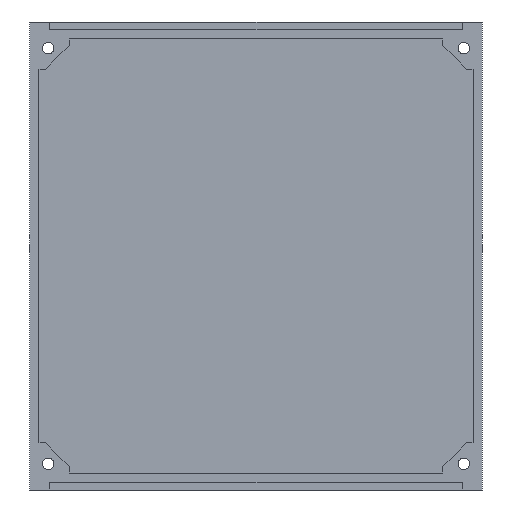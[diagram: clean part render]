
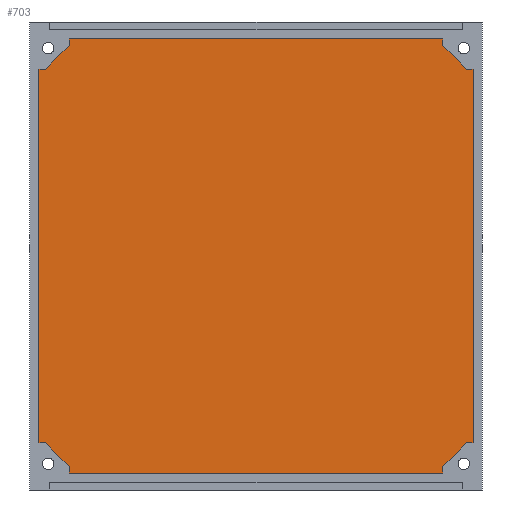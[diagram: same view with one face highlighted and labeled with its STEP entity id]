
A CAD part, front view. The second image highlights one B-rep face of the part: STEP entity #703.
In plain terms, the highlighted planar face has unit normal (0, -1, 0).
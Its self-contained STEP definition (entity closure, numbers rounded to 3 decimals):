
#65=FACE_OUTER_BOUND('',#105,.T.);
#105=EDGE_LOOP('',(#595,#596,#597,#598,#599,#600,#601,#602,#603,#604,#605,
#606,#607,#608,#609,#610));
#164=LINE('',#1048,#252);
#166=LINE('',#1052,#254);
#168=LINE('',#1056,#256);
#170=LINE('',#1060,#258);
#172=LINE('',#1064,#260);
#174=LINE('',#1068,#262);
#176=LINE('',#1072,#264);
#178=LINE('',#1076,#266);
#180=LINE('',#1080,#268);
#182=LINE('',#1084,#270);
#184=LINE('',#1088,#272);
#186=LINE('',#1092,#274);
#188=LINE('',#1096,#276);
#190=LINE('',#1100,#278);
#192=LINE('',#1104,#280);
#194=LINE('',#1107,#282);
#252=VECTOR('',#849,10.);
#254=VECTOR('',#853,10.);
#256=VECTOR('',#857,10.);
#258=VECTOR('',#861,10.);
#260=VECTOR('',#865,10.);
#262=VECTOR('',#869,10.);
#264=VECTOR('',#873,10.);
#266=VECTOR('',#877,10.);
#268=VECTOR('',#881,10.);
#270=VECTOR('',#885,10.);
#272=VECTOR('',#889,10.);
#274=VECTOR('',#893,10.);
#276=VECTOR('',#897,10.);
#278=VECTOR('',#901,10.);
#280=VECTOR('',#905,10.);
#282=VECTOR('',#909,10.);
#335=VERTEX_POINT('',#1045);
#336=VERTEX_POINT('',#1047);
#337=VERTEX_POINT('',#1051);
#338=VERTEX_POINT('',#1055);
#339=VERTEX_POINT('',#1059);
#340=VERTEX_POINT('',#1063);
#341=VERTEX_POINT('',#1067);
#342=VERTEX_POINT('',#1071);
#343=VERTEX_POINT('',#1075);
#344=VERTEX_POINT('',#1079);
#345=VERTEX_POINT('',#1083);
#346=VERTEX_POINT('',#1087);
#347=VERTEX_POINT('',#1091);
#348=VERTEX_POINT('',#1095);
#349=VERTEX_POINT('',#1099);
#350=VERTEX_POINT('',#1103);
#412=EDGE_CURVE('',#336,#335,#164,.T.);
#414=EDGE_CURVE('',#337,#336,#166,.T.);
#416=EDGE_CURVE('',#338,#337,#168,.T.);
#418=EDGE_CURVE('',#339,#338,#170,.T.);
#420=EDGE_CURVE('',#340,#339,#172,.T.);
#422=EDGE_CURVE('',#341,#340,#174,.T.);
#424=EDGE_CURVE('',#342,#341,#176,.T.);
#426=EDGE_CURVE('',#343,#342,#178,.T.);
#428=EDGE_CURVE('',#344,#343,#180,.T.);
#430=EDGE_CURVE('',#345,#344,#182,.T.);
#432=EDGE_CURVE('',#346,#345,#184,.T.);
#434=EDGE_CURVE('',#347,#346,#186,.T.);
#436=EDGE_CURVE('',#348,#347,#188,.T.);
#438=EDGE_CURVE('',#349,#348,#190,.T.);
#440=EDGE_CURVE('',#350,#349,#192,.T.);
#442=EDGE_CURVE('',#335,#350,#194,.T.);
#595=ORIENTED_EDGE('',*,*,#442,.T.);
#596=ORIENTED_EDGE('',*,*,#440,.T.);
#597=ORIENTED_EDGE('',*,*,#438,.T.);
#598=ORIENTED_EDGE('',*,*,#436,.T.);
#599=ORIENTED_EDGE('',*,*,#434,.T.);
#600=ORIENTED_EDGE('',*,*,#432,.T.);
#601=ORIENTED_EDGE('',*,*,#430,.T.);
#602=ORIENTED_EDGE('',*,*,#428,.T.);
#603=ORIENTED_EDGE('',*,*,#426,.T.);
#604=ORIENTED_EDGE('',*,*,#424,.T.);
#605=ORIENTED_EDGE('',*,*,#422,.T.);
#606=ORIENTED_EDGE('',*,*,#420,.T.);
#607=ORIENTED_EDGE('',*,*,#418,.T.);
#608=ORIENTED_EDGE('',*,*,#416,.T.);
#609=ORIENTED_EDGE('',*,*,#414,.T.);
#610=ORIENTED_EDGE('',*,*,#412,.T.);
#668=PLANE('',#748);
#703=ADVANCED_FACE('',(#65),#668,.T.);
#748=AXIS2_PLACEMENT_3D('',#1108,#910,#911);
#849=DIRECTION('',(1.,0.,0.));
#853=DIRECTION('',(0.,0.,-1.));
#857=DIRECTION('',(-1.,0.,0.));
#861=DIRECTION('',(-0.707,0.,-0.707));
#865=DIRECTION('',(0.,0.,-1.));
#869=DIRECTION('',(-1.,0.,0.));
#873=DIRECTION('',(0.,0.,1.));
#877=DIRECTION('',(-0.707,0.,0.707));
#881=DIRECTION('',(-1.,0.,0.));
#885=DIRECTION('',(0.,0.,1.));
#889=DIRECTION('',(1.,0.,0.));
#893=DIRECTION('',(0.707,0.,0.707));
#897=DIRECTION('',(0.,0.,1.));
#901=DIRECTION('',(1.,0.,0.));
#905=DIRECTION('',(0.,0.,-1.));
#909=DIRECTION('',(0.707,0.,-0.707));
#910=DIRECTION('center_axis',(0.,-1.,0.));
#911=DIRECTION('ref_axis',(0.,0.,-1.));
#1045=CARTESIAN_POINT('',(4.207,88.5,-109.5));
#1047=CARTESIAN_POINT('',(2.5,88.5,-109.5));
#1048=CARTESIAN_POINT('',(2.5,88.5,-109.5));
#1051=CARTESIAN_POINT('',(2.5,88.5,-10.5));
#1052=CARTESIAN_POINT('',(2.5,88.5,-10.5));
#1055=CARTESIAN_POINT('',(4.207,88.5,-10.5));
#1056=CARTESIAN_POINT('',(4.207,88.5,-10.5));
#1059=CARTESIAN_POINT('',(10.5,88.5,-4.207));
#1060=CARTESIAN_POINT('',(10.5,88.5,-4.207));
#1063=CARTESIAN_POINT('',(10.5,88.5,-2.5));
#1064=CARTESIAN_POINT('',(10.5,88.5,-2.5));
#1067=CARTESIAN_POINT('',(109.5,88.5,-2.5));
#1068=CARTESIAN_POINT('',(109.5,88.5,-2.5));
#1071=CARTESIAN_POINT('',(109.5,88.5,-4.207));
#1072=CARTESIAN_POINT('',(109.5,88.5,-4.207));
#1075=CARTESIAN_POINT('',(115.793,88.5,-10.5));
#1076=CARTESIAN_POINT('',(109.5,88.5,-4.207));
#1079=CARTESIAN_POINT('',(117.5,88.5,-10.5));
#1080=CARTESIAN_POINT('',(117.5,88.5,-10.5));
#1083=CARTESIAN_POINT('',(117.5,88.5,-109.5));
#1084=CARTESIAN_POINT('',(117.5,88.5,-109.5));
#1087=CARTESIAN_POINT('',(115.793,88.5,-109.5));
#1088=CARTESIAN_POINT('',(115.793,88.5,-109.5));
#1091=CARTESIAN_POINT('',(109.5,88.5,-115.793));
#1092=CARTESIAN_POINT('',(109.5,88.5,-115.793));
#1095=CARTESIAN_POINT('',(109.5,88.5,-117.5));
#1096=CARTESIAN_POINT('',(109.5,88.5,-117.5));
#1099=CARTESIAN_POINT('',(10.5,88.5,-117.5));
#1100=CARTESIAN_POINT('',(10.5,88.5,-117.5));
#1103=CARTESIAN_POINT('',(10.5,88.5,-115.793));
#1104=CARTESIAN_POINT('',(10.5,88.5,-115.793));
#1107=CARTESIAN_POINT('',(10.5,88.5,-115.793));
#1108=CARTESIAN_POINT('Origin',(60.,88.5,-60.));
